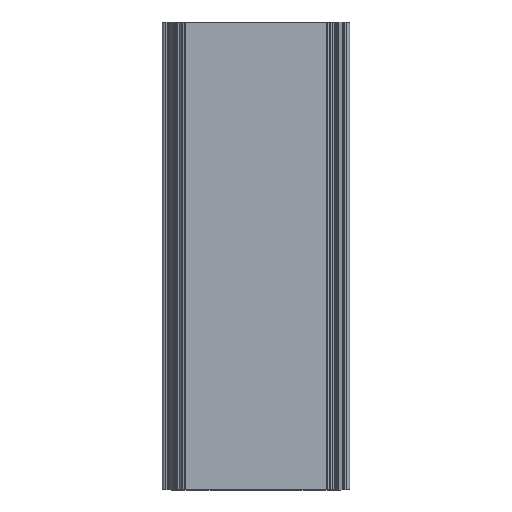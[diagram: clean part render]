
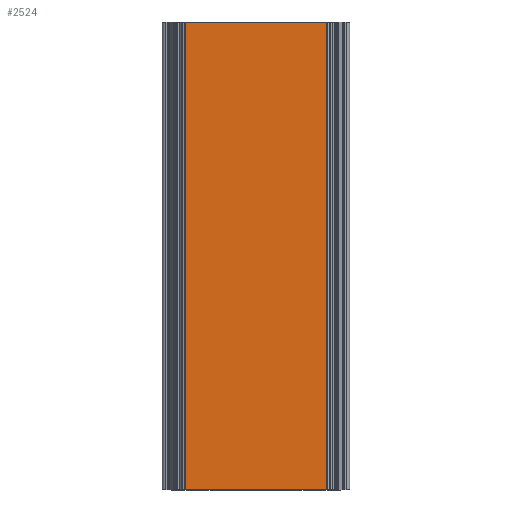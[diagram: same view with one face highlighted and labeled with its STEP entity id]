
A CAD part, top view. The second image highlights one B-rep face of the part: STEP entity #2524.
In plain terms, the highlighted planar face has unit normal (0, 0, 1).
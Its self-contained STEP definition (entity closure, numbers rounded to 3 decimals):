
#390 = CARTESIAN_POINT ( 'NONE',  ( 33.623, 0., -17.7 ) ) ;
#514 = DIRECTION ( 'NONE',  ( 0., 1., 0. ) ) ;
#590 = VERTEX_POINT ( 'NONE', #5451 ) ;
#591 = PLANE ( 'NONE',  #5575 ) ;
#1047 = EDGE_CURVE ( 'NONE', #590, #3282, #2091, .T. ) ;
#1074 = DIRECTION ( 'NONE',  ( 0., -1., 0. ) ) ;
#1076 = DIRECTION ( 'NONE',  ( 1., 0., 0. ) ) ;
#1186 = DIRECTION ( 'NONE',  ( -1., 0., 0. ) ) ;
#1402 = EDGE_CURVE ( 'NONE', #3282, #2323, #2715, .T. ) ;
#1775 = ORIENTED_EDGE ( 'NONE', *, *, #5951, .T. ) ;
#2047 = CARTESIAN_POINT ( 'NONE',  ( -33.623, 0., -17.7 ) ) ;
#2091 = LINE ( 'NONE', #3164, #3215 ) ;
#2135 = LINE ( 'NONE', #2508, #6143 ) ;
#2323 = VERTEX_POINT ( 'NONE', #3862 ) ;
#2508 = CARTESIAN_POINT ( 'NONE',  ( 33.623, 0., -17.7 ) ) ;
#2524 = ADVANCED_FACE ( 'NONE', ( #5969 ), #591, .T. ) ;
#2715 = LINE ( 'NONE', #2997, #3182 ) ;
#2779 = VERTEX_POINT ( 'NONE', #390 ) ;
#2997 = CARTESIAN_POINT ( 'NONE',  ( -33.623, 0., -17.7 ) ) ;
#3164 = CARTESIAN_POINT ( 'NONE',  ( -33.623, 200., -17.7 ) ) ;
#3182 = VECTOR ( 'NONE', #1074, 1000. ) ;
#3215 = VECTOR ( 'NONE', #1186, 1000. ) ;
#3282 = VERTEX_POINT ( 'NONE', #6133 ) ;
#3564 = ORIENTED_EDGE ( 'NONE', *, *, #1402, .T. ) ;
#3650 = LINE ( 'NONE', #4158, #4032 ) ;
#3862 = CARTESIAN_POINT ( 'NONE',  ( -33.623, 0., -17.7 ) ) ;
#4032 = VECTOR ( 'NONE', #4182, 1000. ) ;
#4106 = EDGE_LOOP ( 'NONE', ( #4366, #1775, #6260, #3564 ) ) ;
#4158 = CARTESIAN_POINT ( 'NONE',  ( -33.623, 0., -17.7 ) ) ;
#4182 = DIRECTION ( 'NONE',  ( 1., 0., 0. ) ) ;
#4366 = ORIENTED_EDGE ( 'NONE', *, *, #6182, .T. ) ;
#5451 = CARTESIAN_POINT ( 'NONE',  ( 33.623, 200., -17.7 ) ) ;
#5575 = AXIS2_PLACEMENT_3D ( 'NONE', #2047, #5908, #1076 ) ;
#5908 = DIRECTION ( 'NONE',  ( 0., 0., 1. ) ) ;
#5951 = EDGE_CURVE ( 'NONE', #2779, #590, #2135, .T. ) ;
#5969 = FACE_OUTER_BOUND ( 'NONE', #4106, .T. ) ;
#6133 = CARTESIAN_POINT ( 'NONE',  ( -33.623, 200., -17.7 ) ) ;
#6143 = VECTOR ( 'NONE', #514, 1000. ) ;
#6182 = EDGE_CURVE ( 'NONE', #2323, #2779, #3650, .T. ) ;
#6260 = ORIENTED_EDGE ( 'NONE', *, *, #1047, .T. ) ;
